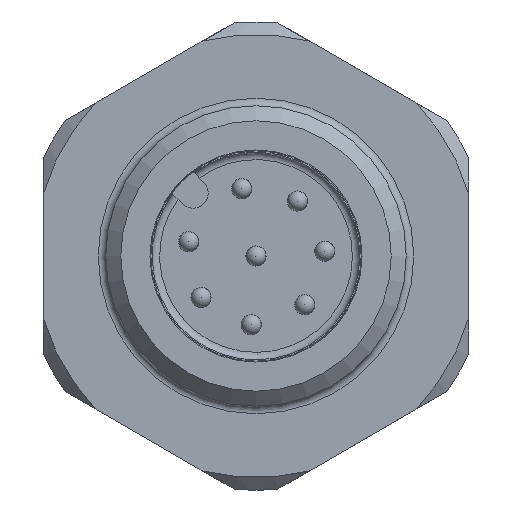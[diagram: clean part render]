
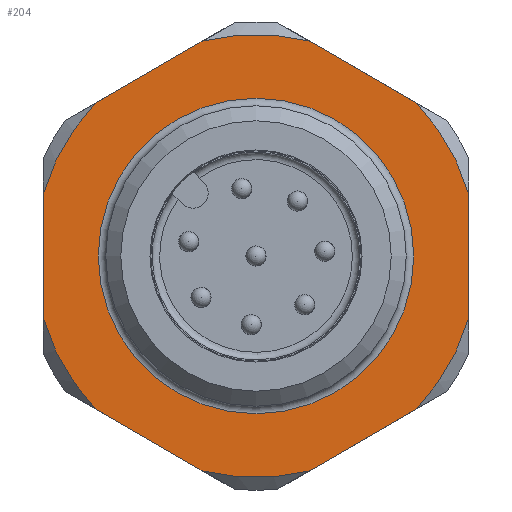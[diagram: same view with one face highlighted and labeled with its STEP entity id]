
A CAD part, front view. The second image highlights one B-rep face of the part: STEP entity #204.
In plain terms, the highlighted planar face has unit normal (0, -1, 0).
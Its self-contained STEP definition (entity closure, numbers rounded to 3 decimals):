
#204=ADVANCED_FACE('',(#447,#448),#320,.T.);
#320=PLANE('',#1715);
#379=LINE('',#2596,#421);
#380=LINE('',#2597,#422);
#381=LINE('',#2598,#423);
#382=LINE('',#2599,#424);
#383=LINE('',#2600,#425);
#384=LINE('',#2601,#426);
#421=VECTOR('',#2012,1.);
#422=VECTOR('',#2013,1.);
#423=VECTOR('',#2014,1.);
#424=VECTOR('',#2015,1.);
#425=VECTOR('',#2016,1.);
#426=VECTOR('',#2017,1.);
#447=FACE_BOUND('',#631,.T.);
#448=FACE_BOUND('',#632,.T.);
#631=EDGE_LOOP('',(#899));
#632=EDGE_LOOP('',(#900,#901,#902,#903,#904,#905,#906,#907,#908,#909,#910,
#911));
#899=ORIENTED_EDGE('',*,*,#1418,.T.);
#900=ORIENTED_EDGE('',*,*,#1401,.F.);
#901=ORIENTED_EDGE('',*,*,#1419,.T.);
#902=ORIENTED_EDGE('',*,*,#1403,.F.);
#903=ORIENTED_EDGE('',*,*,#1420,.T.);
#904=ORIENTED_EDGE('',*,*,#1416,.F.);
#905=ORIENTED_EDGE('',*,*,#1421,.T.);
#906=ORIENTED_EDGE('',*,*,#1413,.F.);
#907=ORIENTED_EDGE('',*,*,#1422,.T.);
#908=ORIENTED_EDGE('',*,*,#1410,.F.);
#909=ORIENTED_EDGE('',*,*,#1423,.T.);
#910=ORIENTED_EDGE('',*,*,#1407,.F.);
#911=ORIENTED_EDGE('',*,*,#1424,.T.);
#1239=VERTEX_POINT('',#2526);
#1240=VERTEX_POINT('',#2528);
#1241=VERTEX_POINT('',#2535);
#1242=VERTEX_POINT('',#2536);
#1243=VERTEX_POINT('',#2550);
#1244=VERTEX_POINT('',#2552);
#1245=VERTEX_POINT('',#2562);
#1246=VERTEX_POINT('',#2564);
#1247=VERTEX_POINT('',#2574);
#1248=VERTEX_POINT('',#2576);
#1249=VERTEX_POINT('',#2586);
#1250=VERTEX_POINT('',#2588);
#1251=VERTEX_POINT('',#2595);
#1401=EDGE_CURVE('',#1239,#1240,#1570,.T.);
#1403=EDGE_CURVE('',#1241,#1242,#1571,.T.);
#1407=EDGE_CURVE('',#1243,#1244,#1572,.T.);
#1410=EDGE_CURVE('',#1245,#1246,#1573,.T.);
#1413=EDGE_CURVE('',#1247,#1248,#1574,.T.);
#1416=EDGE_CURVE('',#1249,#1250,#1575,.T.);
#1418=EDGE_CURVE('',#1251,#1251,#1576,.T.);
#1419=EDGE_CURVE('',#1239,#1242,#379,.T.);
#1420=EDGE_CURVE('',#1241,#1250,#380,.T.);
#1421=EDGE_CURVE('',#1249,#1248,#381,.T.);
#1422=EDGE_CURVE('',#1247,#1246,#382,.T.);
#1423=EDGE_CURVE('',#1245,#1244,#383,.T.);
#1424=EDGE_CURVE('',#1243,#1240,#384,.T.);
#1570=CIRCLE('',#1702,8.85);
#1571=CIRCLE('',#1704,8.85);
#1572=CIRCLE('',#1706,8.85);
#1573=CIRCLE('',#1708,8.85);
#1574=CIRCLE('',#1710,8.85);
#1575=CIRCLE('',#1712,8.85);
#1576=CIRCLE('',#1714,6.3);
#1702=AXIS2_PLACEMENT_3D('',#2527,#1986,#1987);
#1704=AXIS2_PLACEMENT_3D('',#2534,#1990,#1991);
#1706=AXIS2_PLACEMENT_3D('',#2551,#1994,#1995);
#1708=AXIS2_PLACEMENT_3D('',#2563,#1998,#1999);
#1710=AXIS2_PLACEMENT_3D('',#2575,#2002,#2003);
#1712=AXIS2_PLACEMENT_3D('',#2587,#2006,#2007);
#1714=AXIS2_PLACEMENT_3D('',#2594,#2010,#2011);
#1715=AXIS2_PLACEMENT_3D('',#2602,#2018,#2019);
#1986=DIRECTION('',(0.,1.,0.));
#1987=DIRECTION('',(1.,0.,0.));
#1990=DIRECTION('',(0.,1.,0.));
#1991=DIRECTION('',(1.,0.,0.));
#1994=DIRECTION('',(0.,1.,0.));
#1995=DIRECTION('',(1.,0.,0.));
#1998=DIRECTION('',(0.,1.,0.));
#1999=DIRECTION('',(1.,0.,0.));
#2002=DIRECTION('',(0.,1.,0.));
#2003=DIRECTION('',(1.,0.,0.));
#2006=DIRECTION('',(0.,1.,0.));
#2007=DIRECTION('',(1.,0.,0.));
#2010=DIRECTION('',(0.,1.,0.));
#2011=DIRECTION('',(-1.,0.,0.));
#2012=DIRECTION('',(-0.866,0.,-0.5));
#2013=DIRECTION('',(0.,0.,-1.));
#2014=DIRECTION('',(0.866,0.,-0.5));
#2015=DIRECTION('',(0.866,0.,0.5));
#2016=DIRECTION('',(0.,0.,1.));
#2017=DIRECTION('',(-0.866,0.,0.5));
#2018=DIRECTION('',(0.,-1.,0.));
#2019=DIRECTION('',(1.,0.,0.));
#2526=CARTESIAN_POINT('',(9.934,-2.05,8.593));
#2527=CARTESIAN_POINT('',(12.05,-2.05,0.));
#2528=CARTESIAN_POINT('',(14.166,-2.05,8.593));
#2534=CARTESIAN_POINT('',(12.05,-2.05,0.));
#2535=CARTESIAN_POINT('',(3.55,-2.05,2.464));
#2536=CARTESIAN_POINT('',(5.666,-2.05,6.129));
#2550=CARTESIAN_POINT('',(18.434,-2.05,6.129));
#2551=CARTESIAN_POINT('',(12.05,-2.05,0.));
#2552=CARTESIAN_POINT('',(20.55,-2.05,2.464));
#2562=CARTESIAN_POINT('',(20.55,-2.05,-2.464));
#2563=CARTESIAN_POINT('',(12.05,-2.05,0.));
#2564=CARTESIAN_POINT('',(18.434,-2.05,-6.129));
#2574=CARTESIAN_POINT('',(14.166,-2.05,-8.593));
#2575=CARTESIAN_POINT('',(12.05,-2.05,0.));
#2576=CARTESIAN_POINT('',(9.934,-2.05,-8.593));
#2586=CARTESIAN_POINT('',(5.666,-2.05,-6.129));
#2587=CARTESIAN_POINT('',(12.05,-2.05,0.));
#2588=CARTESIAN_POINT('',(3.55,-2.05,-2.464));
#2594=CARTESIAN_POINT('',(12.05,-2.05,0.));
#2595=CARTESIAN_POINT('',(5.75,-2.05,0.));
#2596=CARTESIAN_POINT('',(3.968,-2.05,5.149));
#2597=CARTESIAN_POINT('',(3.55,-2.05,-8.85));
#2598=CARTESIAN_POINT('',(11.632,-2.05,-9.574));
#2599=CARTESIAN_POINT('',(12.468,-2.05,-9.574));
#2600=CARTESIAN_POINT('',(20.55,-2.05,-8.85));
#2601=CARTESIAN_POINT('',(20.132,-2.05,5.149));
#2602=CARTESIAN_POINT('',(12.05,-2.05,-8.85));
